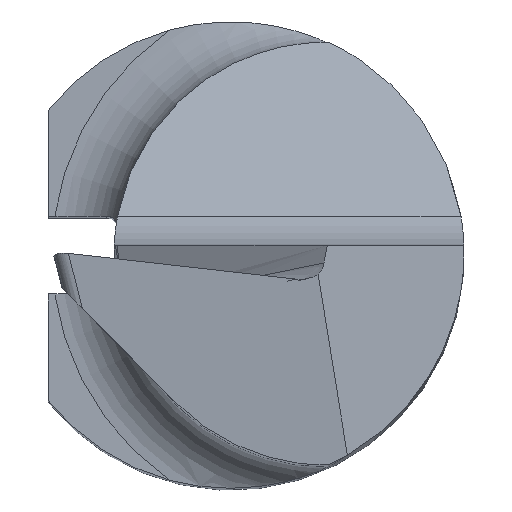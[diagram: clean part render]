
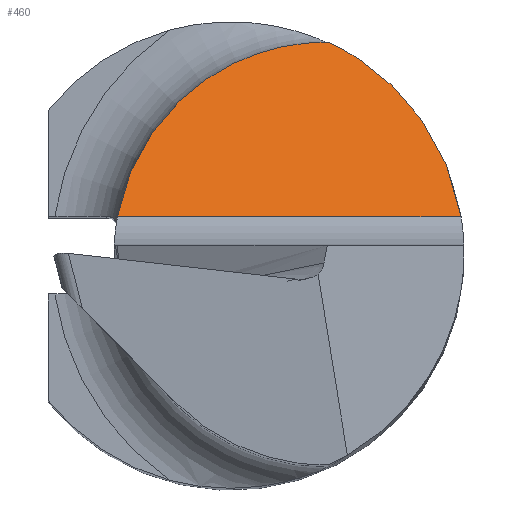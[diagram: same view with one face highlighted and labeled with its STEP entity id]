
A CAD part, top view. The second image highlights one B-rep face of the part: STEP entity #460.
In plain terms, the highlighted planar face has unit normal (0, 0.766, 0.643).
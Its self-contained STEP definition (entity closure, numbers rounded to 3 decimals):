
#22 = CARTESIAN_POINT ( 'NONE',  ( 2.962, 0.474, 25.482 ) ) ;
#59 = CARTESIAN_POINT ( 'NONE',  ( -0.141, 2.74, 22.782 ) ) ;
#108 = ORIENTED_EDGE ( 'NONE', *, *, #197, .F. ) ;
#111 = CARTESIAN_POINT ( 'NONE',  ( 1.255, 2.725, 22.8 ) ) ;
#173 = AXIS2_PLACEMENT_3D ( 'NONE', #656, #926, #633 ) ;
#197 = EDGE_CURVE ( 'NONE', #430, #859, #1116, .T. ) ;
#255 = CARTESIAN_POINT ( 'NONE',  ( 3., 0.474, 25.482 ) ) ;
#397 = VECTOR ( 'NONE', #785, 1000. ) ;
#430 = VERTEX_POINT ( 'NONE', #449 ) ;
#449 = CARTESIAN_POINT ( 'NONE',  ( -1.458, 0.474, 25.482 ) ) ;
#460 = ADVANCED_FACE ( 'NONE', ( #651 ), #823, .F. ) ;
#489 = CARTESIAN_POINT ( 'NONE',  ( 2.801, 1.483, 24.28 ) ) ;
#507 = CARTESIAN_POINT ( 'NONE',  ( 1.255, 2.725, 22.8 ) ) ;
#544 = EDGE_CURVE ( 'NONE', #603, #859, #941, .T. ) ;
#603 = VERTEX_POINT ( 'NONE', #22 ) ;
#611 = EDGE_CURVE ( 'NONE', #603, #430, #766, .T. ) ;
#633 = DIRECTION ( 'NONE',  ( 0., 0.643, -0.766 ) ) ;
#651 = FACE_OUTER_BOUND ( 'NONE', #873, .T. ) ;
#656 = CARTESIAN_POINT ( 'NONE',  ( 3., 0.474, 25.482 ) ) ;
#766 = LINE ( 'NONE', #255, #397 ) ;
#785 = DIRECTION ( 'NONE',  ( -1., 0., 0. ) ) ;
#803 = CARTESIAN_POINT ( 'NONE',  ( -1.215, 1.849, 23.844 ) ) ;
#823 = PLANE ( 'NONE',  #173 ) ;
#859 = VERTEX_POINT ( 'NONE', #981 ) ;
#873 = EDGE_LOOP ( 'NONE', ( #933, #1179, #108 ) ) ;
#894 = CARTESIAN_POINT ( 'NONE',  ( -1.458, 0.474, 25.482 ) ) ;
#926 = DIRECTION ( 'NONE',  ( 0., -0.766, -0.643 ) ) ;
#933 = ORIENTED_EDGE ( 'NONE', *, *, #611, .F. ) ;
#941 =( BOUNDED_CURVE ( )  B_SPLINE_CURVE ( 3, ( #1045, #489, #1050, #111 ),
 .UNSPECIFIED., .F., .T. ) 
 B_SPLINE_CURVE_WITH_KNOTS ( ( 4, 4 ),
 ( 4.871, 5.852 ),
 .UNSPECIFIED. ) 
 CURVE ( )  GEOMETRIC_REPRESENTATION_ITEM ( )  RATIONAL_B_SPLINE_CURVE ( ( 1., 0.921, 0.921, 1. ) ) 
 REPRESENTATION_ITEM ( '' )  );
#981 = CARTESIAN_POINT ( 'NONE',  ( 1.255, 2.725, 22.8 ) ) ;
#1045 = CARTESIAN_POINT ( 'NONE',  ( 2.962, 0.474, 25.482 ) ) ;
#1050 = CARTESIAN_POINT ( 'NONE',  ( 2.183, 2.297, 23.31 ) ) ;
#1116 =( BOUNDED_CURVE ( )  B_SPLINE_CURVE ( 3, ( #894, #803, #59, #507 ),
 .UNSPECIFIED., .F., .T. ) 
 B_SPLINE_CURVE_WITH_KNOTS ( ( 4, 4 ),
 ( 4.887, 6.294 ),
 .UNSPECIFIED. ) 
 CURVE ( )  GEOMETRIC_REPRESENTATION_ITEM ( )  RATIONAL_B_SPLINE_CURVE ( ( 1., 0.842, 0.842, 1. ) ) 
 REPRESENTATION_ITEM ( '' )  );
#1179 = ORIENTED_EDGE ( 'NONE', *, *, #544, .T. ) ;
